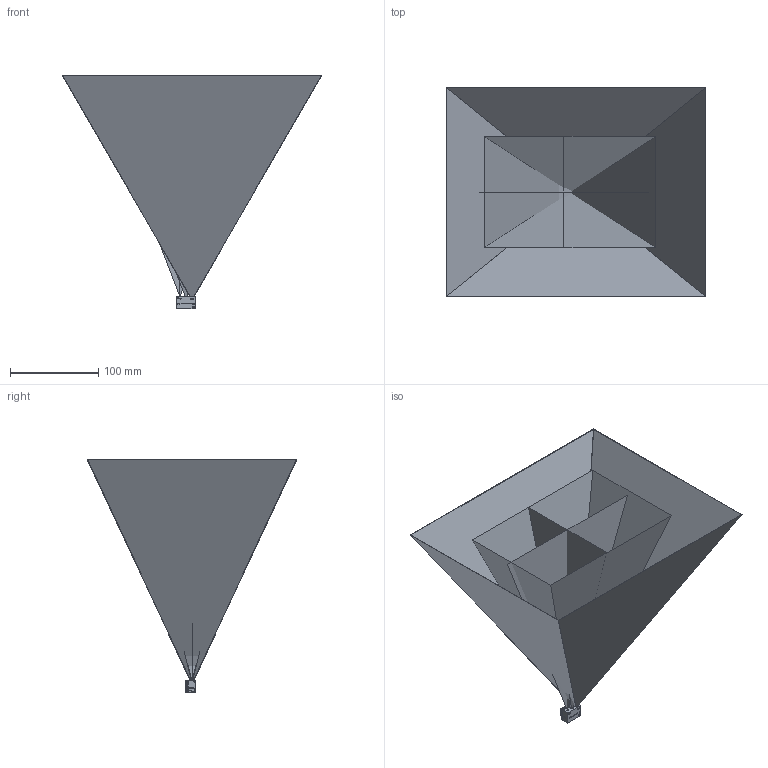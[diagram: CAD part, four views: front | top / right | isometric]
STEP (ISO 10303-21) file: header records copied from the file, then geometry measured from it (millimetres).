
FILE_DESCRIPTION((''),'2;1');
FILE_NAME('CM28','2019-01-11T',('Administrator'),(''),'PRO/ENGINEER BY PARAMETRIC TECHNOLOGY CORPORATION, 2015240','PRO/ENGINEER BY PARAMETRIC TECHNOLOGY CORPORATION, 2015240','');
FILE_SCHEMA(('AUTOMOTIVE_DESIGN { 1 2 10303 214 0 1 1 1 }'));
Length unit declared in the file: millimetre
Products named in the file (1): CM28
Bounding box: 293.68 x 237.55 x 264.2 mm (x, y, z)
Volume: 2397.9 mm3; surface area: 429964.3 mm2
Topology: 1 solids, 10 shells, 1153 faces, 2967 edges, 1965 vertices
Faces by surface type: plane 923, cylinder 170, bspline 32, cone 18, torus 10
Entity records: 40779 total; most frequent: CARTESIAN_POINT 12825, ORIENTED_EDGE 5916, DIRECTION 5244, EDGE_CURVE 2967, VECTOR 2336, LINE 2336, VERTEX_POINT 1965, AXIS2_PLACEMENT_3D 1454
